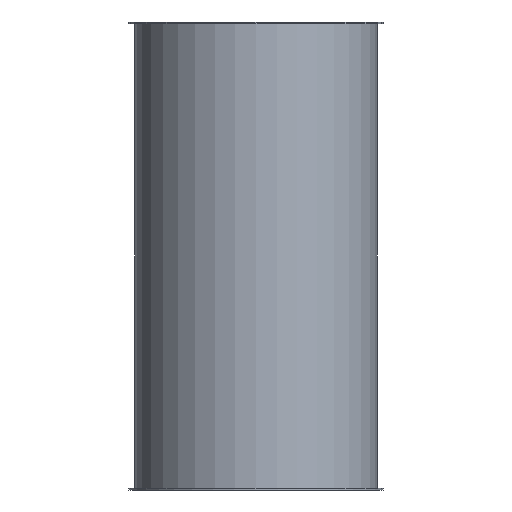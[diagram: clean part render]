
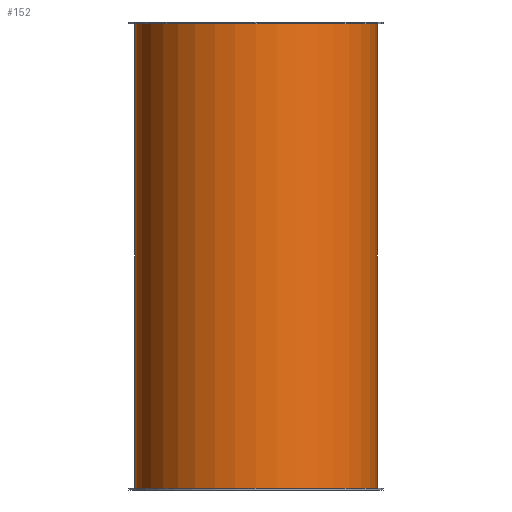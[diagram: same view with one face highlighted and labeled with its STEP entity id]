
A CAD part, front view. The second image highlights one B-rep face of the part: STEP entity #152.
In plain terms, the highlighted cylindrical face has radius 126.5 mm (diameter 253 mm), a full revolution.
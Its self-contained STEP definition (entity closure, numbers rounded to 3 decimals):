
#38=FACE_BOUND('',#68,.T.);
#50=FACE_OUTER_BOUND('',#67,.T.);
#67=EDGE_LOOP('',(#127));
#68=EDGE_LOOP('',(#128));
#83=CIRCLE('',#166,126.5);
#86=CIRCLE('',#171,126.5);
#95=VERTEX_POINT('',#255);
#98=VERTEX_POINT('',#263);
#107=EDGE_CURVE('',#95,#95,#83,.T.);
#110=EDGE_CURVE('',#98,#98,#86,.T.);
#127=ORIENTED_EDGE('',*,*,#107,.T.);
#128=ORIENTED_EDGE('',*,*,#110,.T.);
#144=CYLINDRICAL_SURFACE('',#175,126.5);
#152=ADVANCED_FACE('',(#50,#38),#144,.T.);
#166=AXIS2_PLACEMENT_3D('',#256,#200,#201);
#171=AXIS2_PLACEMENT_3D('',#264,#210,#211);
#175=AXIS2_PLACEMENT_3D('',#270,#218,#219);
#200=DIRECTION('center_axis',(0.,0.,1.));
#201=DIRECTION('ref_axis',(-1.,0.,0.));
#210=DIRECTION('center_axis',(0.,0.,-1.));
#211=DIRECTION('ref_axis',(-1.,0.,0.));
#218=DIRECTION('center_axis',(0.,0.,1.));
#219=DIRECTION('ref_axis',(-1.,0.,0.));
#255=CARTESIAN_POINT('',(-126.5,0.,2.));
#256=CARTESIAN_POINT('Origin',(0.,0.,2.));
#263=CARTESIAN_POINT('',(126.5,0.,486.));
#264=CARTESIAN_POINT('Origin',(0.,0.,486.));
#270=CARTESIAN_POINT('Origin',(0.,0.,0.));
